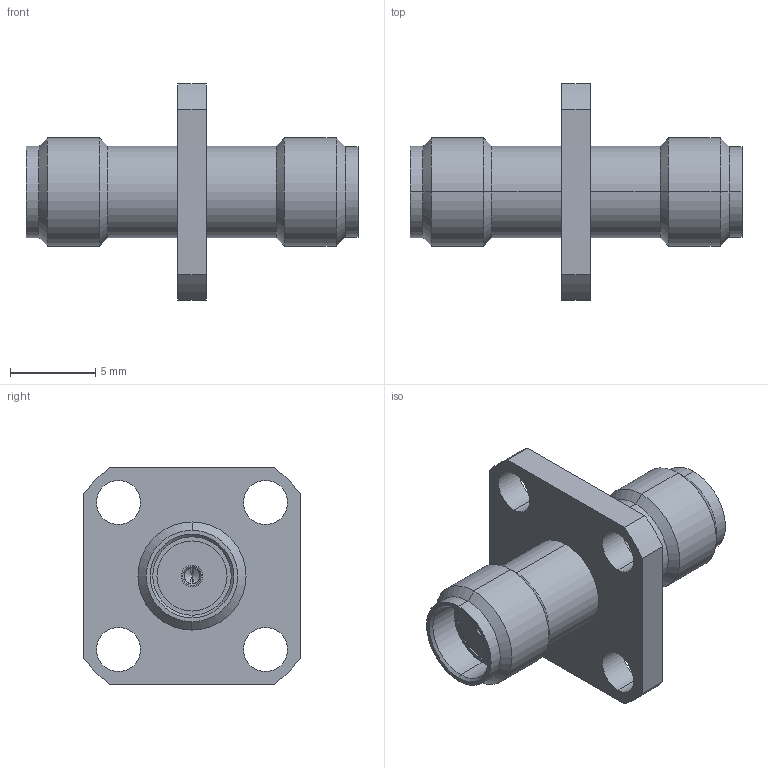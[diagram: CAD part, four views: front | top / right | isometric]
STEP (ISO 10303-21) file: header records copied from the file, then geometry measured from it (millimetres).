
FILE_DESCRIPTION (( 'STEP AP203' ), '1' );
FILE_NAME ('CT-KFKF-PM4-LN1.STEP', '2021-08-16T19:13:45', ( '' ), ( '' ), 'SwSTEP 2.0', 'SolidWorks 2021', '' );
FILE_SCHEMA (( 'CONFIG_CONTROL_DESIGN' ));
Length unit declared in the file: millimetre
Products named in the file (1): CT-KFKF-PM4-LN1
Bounding box: 19.51 x 12.7 x 12.7 mm (x, y, z)
Volume: 644.6 mm3; surface area: 905.9 mm2
Topology: 2 solids, 2 shells, 153 faces, 400 edges, 252 vertices
Faces by surface type: plane 73, cylinder 44, cone 36
Entity records: 4845 total; most frequent: CARTESIAN_POINT 996, DIRECTION 796, ORIENTED_EDGE 784, EDGE_CURVE 392, AXIS2_PLACEMENT_3D 292, VERTEX_POINT 252, VECTOR 212, LINE 212
